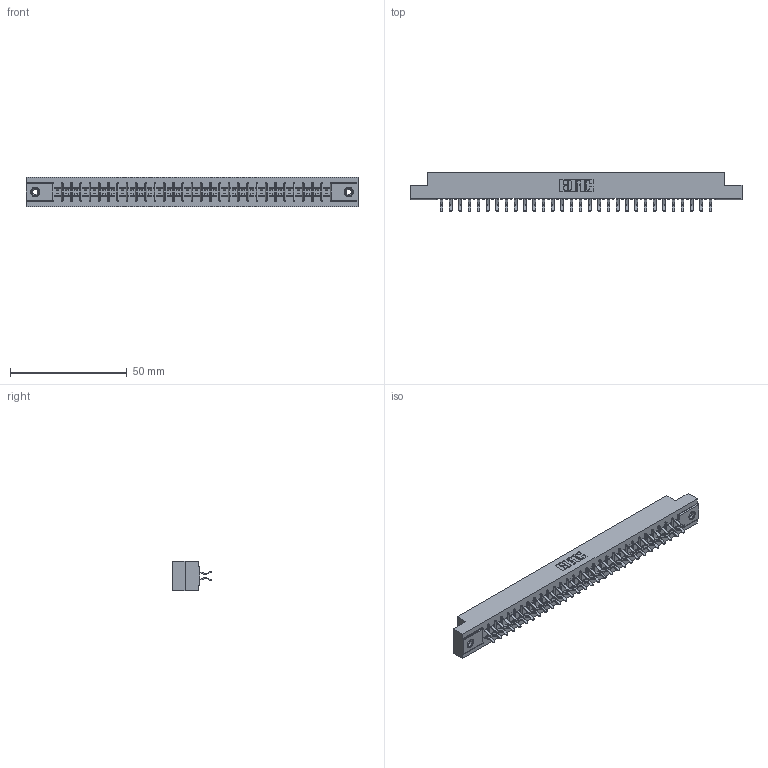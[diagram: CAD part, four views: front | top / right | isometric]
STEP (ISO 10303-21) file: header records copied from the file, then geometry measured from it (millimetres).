
FILE_DESCRIPTION (( 'STEP AP203' ), '1' );
FILE_NAME ('355-060-556-508.STEP', '2019-09-12T14:08:46', ( '' ), ( '' ), 'SwSTEP 2.0', 'SolidWorks 2016', '' );
FILE_SCHEMA (( 'CONFIG_CONTROL_DESIGN' ));
Length unit declared in the file: inch
Products named in the file (4): 305-290-001_556; 345-250-001_345-250-003-102; 305 Part_.156 Dia; 355-060-556-508
Assembly tree (63 placements, depth 2):
  355-060-556-508
    305 Part_.156 Dia
    305-290-001_556  x60
    345-250-001_345-250-003-102  x2
Bounding box: 141.88 x 16.64 x 12.7 mm (x, y, z)
Volume: 14298.6 mm3; surface area: 18623.6 mm2
Topology: 63 solids, 63 shells, 3536 faces, 10142 edges, 6592 vertices
Faces by surface type: plane 1960, cylinder 1440, sphere 120, cone 12, torus 4
Entity records: 35350 total; most frequent: CARTESIAN_POINT 5835, ORIENTED_EDGE 5784, DIRECTION 5668, EDGE_CURVE 2892, LINE 2318, VECTOR 2318, VERTEX_POINT 1842, AXIS2_PLACEMENT_3D 1675
